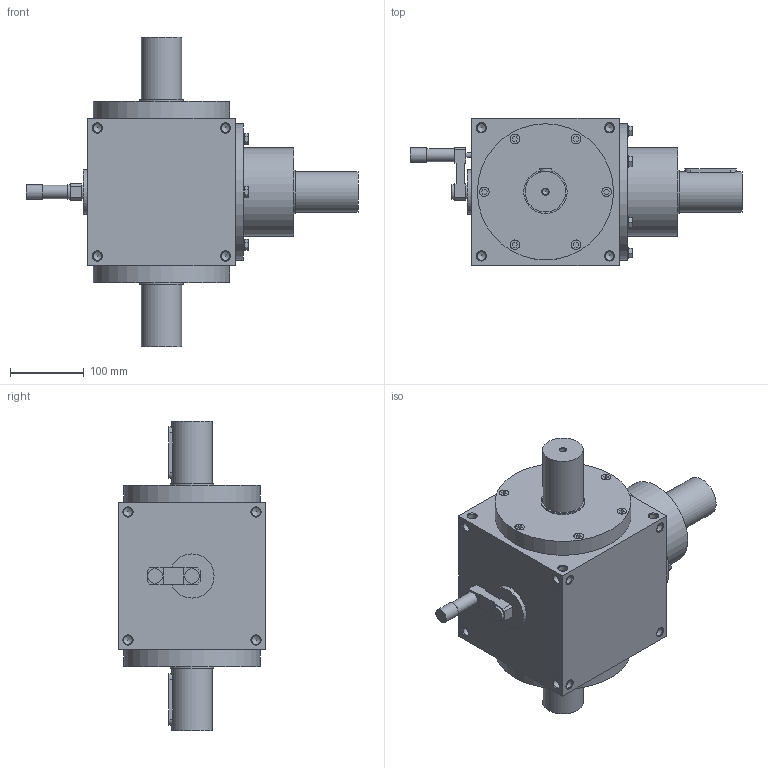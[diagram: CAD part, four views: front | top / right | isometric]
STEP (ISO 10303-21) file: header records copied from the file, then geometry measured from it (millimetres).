
FILE_DESCRIPTION( ( 'STEP AP214' ), '1' );
FILE_NAME( 'RIS200_RIS-C_R.1_2_SEL1.stp', '2018-08-15T15:25:42', ( '' ), ( '' ), ' ', 'PARTsolutions', ' ' );
FILE_SCHEMA( ( 'AUTOMOTIVE_DESIGN { 1 0 10303 214 1 1 1 1 }' ) );
Length unit declared in the file: millimetre
Products named in the file (6): RIS200_RIS-C_R.1/2_SEL1; _RIS2003-case; _RIS200-shaft; _RIS200-selector; _RC_RR200-screw; _RIS200-proshaft
Assembly tree (11 placements, depth 2):
  RIS200_RIS-C_R.1/2_SEL1
    _RIS2003-case
    _RIS200-shaft
    _RIS200-selector
    _RC_RR200-screw  x6
    _RIS200-proshaft  x2
Bounding box: 451 x 200 x 420 mm (x, y, z)
Volume: 10914894.3 mm3; surface area: 528819 mm2
Topology: 11 solids, 11 shells, 386 faces, 969 edges, 620 vertices
Faces by surface type: plane 203, cylinder 93, cone 90
Full cylindrical faces by diameter (mm): 6 x1, 8.376 x3, 11.835 x48, 13 x12, 16 x6, 18 x1, 20 x3, 55 x3, 59 x5, 60 x1, 120 x1, 185 x3
Entity records: 10540 total; most frequent: CARTESIAN_POINT 1559, DIRECTION 1398, ORIENTED_EDGE 1124, EDGE_CURVE 562, AXIS2_PLACEMENT_3D 547, EDGE_LOOP 466, VERTEX_POINT 444, FACE_OUTER_BOUND 372
